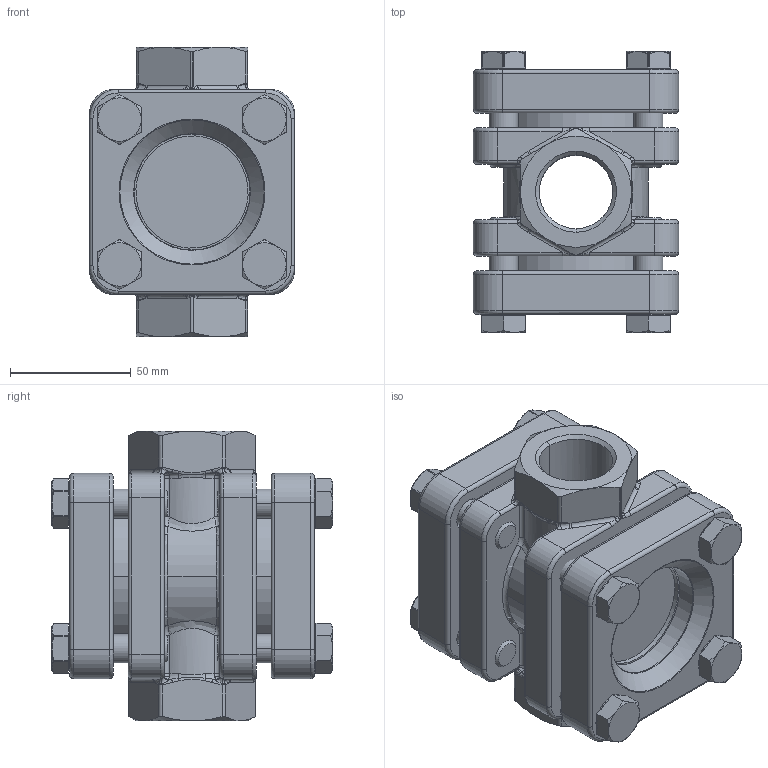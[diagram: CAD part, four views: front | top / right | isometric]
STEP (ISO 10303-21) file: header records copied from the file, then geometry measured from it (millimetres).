
FILE_DESCRIPTION(('HOOPS Exchange Step'),'2;1');
FILE_NAME('GS0X_DN25.stp','2025-05-26T16:34:16+02:00',('nieru'),('Unknown organisation'),'HOOPS Exchange 2024.2','HOOPS Exchange','Unknown authorisation');
FILE_SCHEMA( ('AP203_CONFIGURATION_CONTROLLED_3D_DESIGN_OF_MECHANICAL_PARTS_AND_ASSEMBLIES_MIM_LF') );
Length unit declared in the file: millimetre
Products named in the file (2): 0; root
Assembly tree (1 placements, depth 2):
  root
    0
Bounding box: 85 x 116.45 x 120 mm (x, y, z)
Volume: 478099.3 mm3; surface area: 145106.3 mm2
Topology: 17 solids, 17 shells, 863 faces, 2015 edges, 1197 vertices
Faces by surface type: bspline 276, cylinder 216, plane 180, torus 93, cone 86, sphere 12
Full cylindrical faces by diameter (mm): 10.1 x8, 12 x4, 14 x8, 18 x4, 48 x3, 66 x4
Entity records: 49051 total; most frequent: CARTESIAN_POINT 30613, ORIENTED_EDGE 4030, DIRECTION 3453, EDGE_CURVE 2015, AXIS2_PLACEMENT_3D 1484, VERTEX_POINT 1197, EDGE_LOOP 924, FACE_BOUND 924
